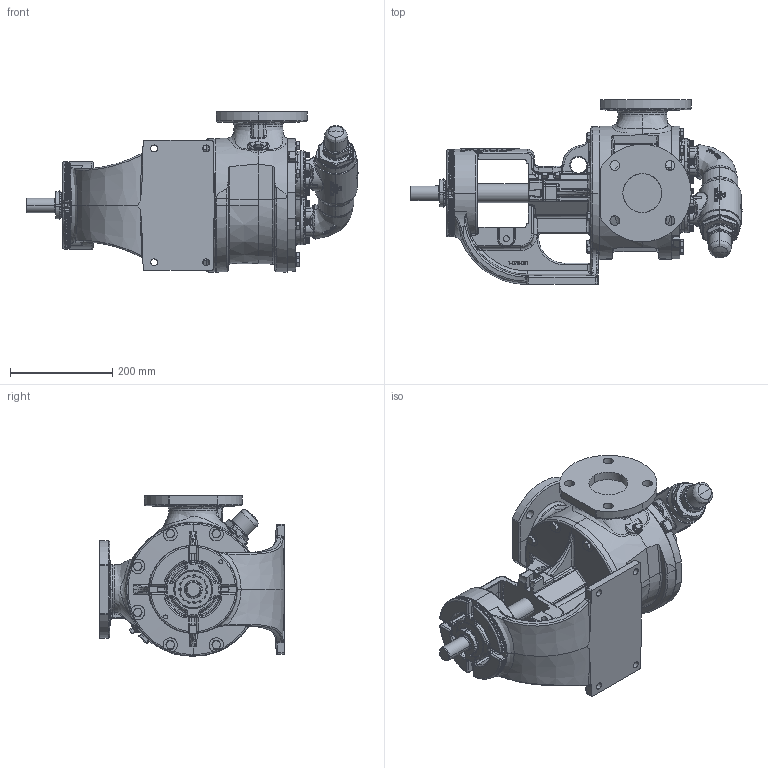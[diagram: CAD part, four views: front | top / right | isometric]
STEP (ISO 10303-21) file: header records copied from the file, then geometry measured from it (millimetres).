
FILE_DESCRIPTION (( 'STEP AP214' ), '1' );
FILE_NAME ('LL123A.STEP', '2016-08-23T13:22:49', ( '' ), ( '' ), 'SwSTEP 2.0', 'SolidWorks 2015', '' );
FILE_SCHEMA (( 'AUTOMOTIVE_DESIGN' ));
Length unit declared in the file: inch
Products named in the file (1): LL123A
Bounding box: 648.41 x 360.43 x 313.01 mm (x, y, z)
Volume: 15392409.6 mm3; surface area: 899996.1 mm2
Topology: 1 solids, 1 shells, 4200 faces, 10881 edges, 6679 vertices
Faces by surface type: plane 1382, bspline 1335, cylinder 763, cone 720
Entity records: 312481 total; most frequent: CARTESIAN_POINT 166899, ORIENTED_EDGE 21490, DIRECTION 15735, EDGE_CURVE 10745, VERTEX_POINT 6679, AXIS2_PLACEMENT_3D 6090, EDGE_LOOP 4372, UNCERTAINTY_MEASURE_WITH_UNIT 4203
